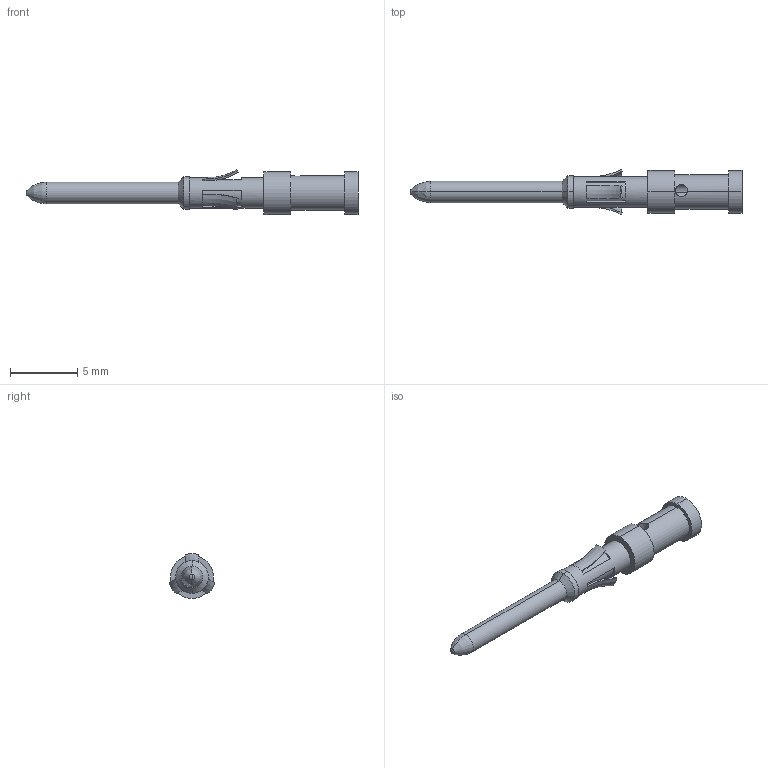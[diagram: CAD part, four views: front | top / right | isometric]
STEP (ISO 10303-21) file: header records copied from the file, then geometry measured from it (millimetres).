
FILE_DESCRIPTION(/* description */ (''),/* implementation_level */ '2;1');
FILE_NAME(/* name */ '3D_1010171100402_ZCDSM-0.50_V1.1_stp.stp',/* time_stamp */ '2023-12-11T14:48:22+08:00',/* author */ (''),/* organization */ (''),/* preprocessor_version */ 'ST-DEVELOPER v18.1',/* originating_system */ 'SIEMENS PLM Software NX 1980',/* authorisation */ '');
FILE_SCHEMA (('AUTOMOTIVE_DESIGN { 1 0 10303 214 3 1 1 1 }'));
Length unit declared in the file: millimetre
Products named in the file (1): 3D_1010171100402_ZCDSM-0.50_V1.1_stp
Bounding box: 24.7 x 3.36 x 3.35 mm (x, y, z)
Volume: 82.3 mm3; surface area: 229.3 mm2
Topology: 1 solids, 1 shells, 68 faces, 174 edges, 110 vertices
Faces by surface type: plane 26, cylinder 20, cone 12, bspline 6, revolution 2, sphere 2
Entity records: 2655 total; most frequent: CARTESIAN_POINT 1040, ORIENTED_EDGE 340, DIRECTION 330, EDGE_CURVE 170, AXIS2_PLACEMENT_3D 136, VERTEX_POINT 110, EDGE_LOOP 76, CIRCLE 75
